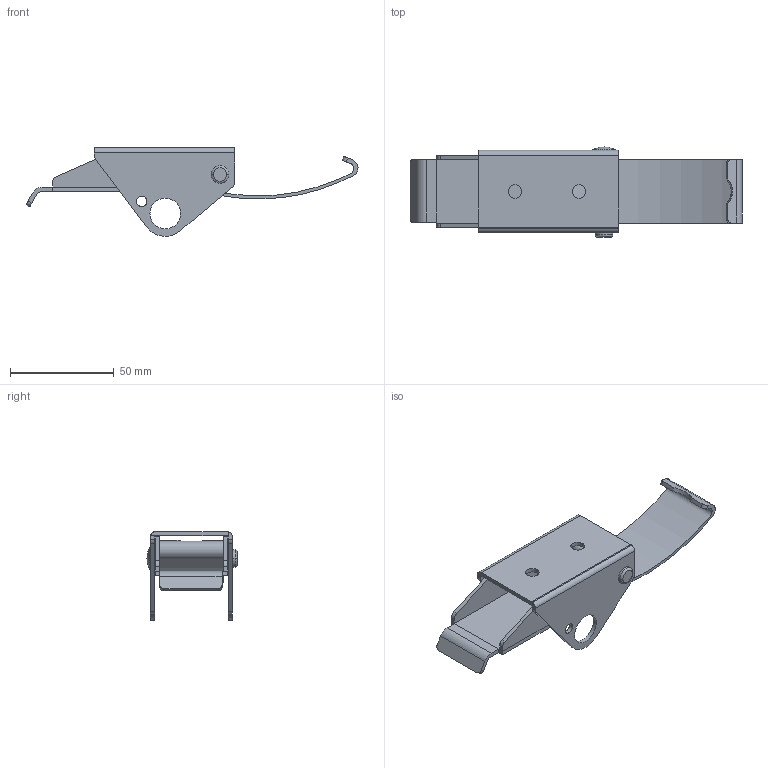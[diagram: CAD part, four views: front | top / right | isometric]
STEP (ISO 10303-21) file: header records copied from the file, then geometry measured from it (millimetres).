
FILE_DESCRIPTION(/* description */ (''),/* implementation_level */ '2;1');
FILE_NAME(/* name */ 'DK507',/* time_stamp */ '2024-10-25T10:29:27+08:00',/* author */ (''),/* organization */ (''),/* preprocessor_version */ 'ST-DEVELOPER v19.2',/* originating_system */ 'Rhino 8.5',/* authorisation */ '');
FILE_SCHEMA (('CONFIG_CONTROL_DESIGN'));
Length unit declared in the file: millimetre
Products named in the file (1): Document
Bounding box: 159.93 x 43.43 x 42.72 mm (x, y, z)
Volume: 24855.1 mm3; surface area: 32236.5 mm2
Topology: 5 solids, 5 shells, 173 faces, 419 edges, 257 vertices
Faces by surface type: cylinder 82, plane 61, bspline 30
Entity records: 9345 total; most frequent: CARTESIAN_POINT 5819, ORIENTED_EDGE 834, DIRECTION 465, EDGE_CURVE 417, AXIS2_PLACEMENT_3D 303, VERTEX_POINT 257, EDGE_LOOP 200, ADVANCED_FACE 173
